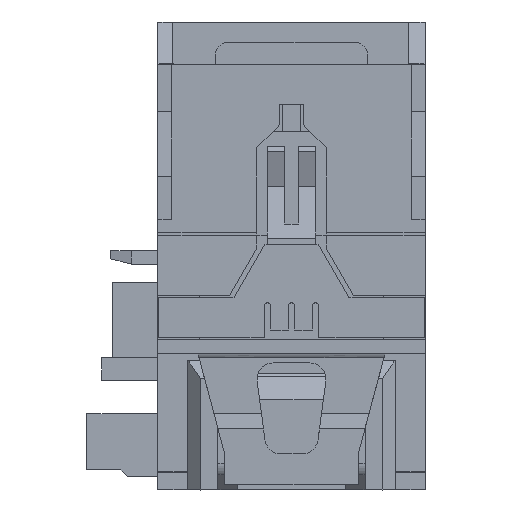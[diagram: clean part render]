
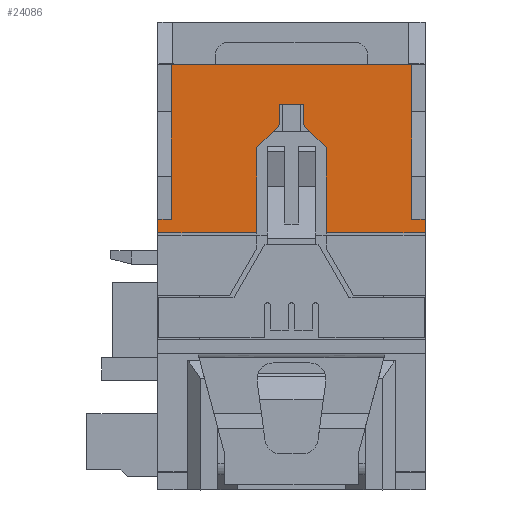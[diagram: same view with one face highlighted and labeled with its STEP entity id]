
A CAD part, front view. The second image highlights one B-rep face of the part: STEP entity #24086.
In plain terms, the highlighted planar face has unit normal (0, -1, 0).
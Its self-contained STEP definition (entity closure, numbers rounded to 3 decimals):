
#20849=FACE_OUTER_BOUND('',#29597,.T.);
#24086=ADVANCED_FACE('',(#20849),#26825,.T.);
#26825=PLANE('',#74424);
#29597=EDGE_LOOP('',(#36277,#36278,#36279,#36280,#36281,#36282,#36283,#36284,
#36285,#36286,#36287,#36288,#36289,#36290,#36291,#36292));
#36277=ORIENTED_EDGE('',*,*,#54678,.F.);
#36278=ORIENTED_EDGE('',*,*,#53778,.F.);
#36279=ORIENTED_EDGE('',*,*,#53775,.F.);
#36280=ORIENTED_EDGE('',*,*,#53768,.F.);
#36281=ORIENTED_EDGE('',*,*,#53765,.F.);
#36282=ORIENTED_EDGE('',*,*,#53762,.F.);
#36283=ORIENTED_EDGE('',*,*,#54679,.F.);
#36284=ORIENTED_EDGE('',*,*,#54680,.T.);
#36285=ORIENTED_EDGE('',*,*,#52196,.F.);
#36286=ORIENTED_EDGE('',*,*,#54681,.F.);
#36287=ORIENTED_EDGE('',*,*,#54682,.T.);
#36288=ORIENTED_EDGE('',*,*,#52805,.F.);
#36289=ORIENTED_EDGE('',*,*,#54683,.F.);
#36290=ORIENTED_EDGE('',*,*,#54684,.T.);
#36291=ORIENTED_EDGE('',*,*,#51947,.T.);
#36292=ORIENTED_EDGE('',*,*,#54677,.T.);
#46999=VERTEX_POINT('',#88591);
#47000=VERTEX_POINT('',#88593);
#47234=VERTEX_POINT('',#89166);
#47235=VERTEX_POINT('',#89168);
#47752=VERTEX_POINT('',#90801);
#47753=VERTEX_POINT('',#90803);
#48516=VERTEX_POINT('',#94126);
#48517=VERTEX_POINT('',#94128);
#48519=VERTEX_POINT('',#94134);
#48521=VERTEX_POINT('',#94140);
#48527=VERTEX_POINT('',#94154);
#48529=VERTEX_POINT('',#94160);
#49077=VERTEX_POINT('',#96162);
#49078=VERTEX_POINT('',#96167);
#49079=VERTEX_POINT('',#96170);
#49080=VERTEX_POINT('',#96173);
#51947=EDGE_CURVE('',#47000,#46999,#59368,.T.);
#52196=EDGE_CURVE('',#47234,#47235,#59585,.T.);
#52805=EDGE_CURVE('',#47752,#47753,#60102,.T.);
#53762=EDGE_CURVE('',#48516,#48517,#60847,.T.);
#53765=EDGE_CURVE('',#48517,#48519,#60850,.T.);
#53768=EDGE_CURVE('',#48519,#48521,#60853,.T.);
#53775=EDGE_CURVE('',#48521,#48527,#60860,.T.);
#53778=EDGE_CURVE('',#48527,#48529,#60863,.T.);
#54677=EDGE_CURVE('',#46999,#49077,#61668,.T.);
#54678=EDGE_CURVE('',#48529,#49077,#61669,.T.);
#54679=EDGE_CURVE('',#49078,#48516,#61670,.T.);
#54680=EDGE_CURVE('',#49078,#47235,#61671,.T.);
#54681=EDGE_CURVE('',#49079,#47234,#61672,.T.);
#54682=EDGE_CURVE('',#49079,#47753,#61673,.T.);
#54683=EDGE_CURVE('',#49080,#47752,#61674,.T.);
#54684=EDGE_CURVE('',#49080,#47000,#61675,.T.);
#59368=LINE('',#88592,#64789);
#59585=LINE('',#89167,#65006);
#60102=LINE('',#90802,#65523);
#60847=LINE('',#94127,#66268);
#60850=LINE('',#94133,#66271);
#60853=LINE('',#94139,#66274);
#60860=LINE('',#94153,#66281);
#60863=LINE('',#94159,#66284);
#61668=LINE('',#96163,#67095);
#61669=LINE('',#96165,#67096);
#61670=LINE('',#96166,#67097);
#61671=LINE('',#96168,#67098);
#61672=LINE('',#96169,#67099);
#61673=LINE('',#96171,#67100);
#61674=LINE('',#96172,#67101);
#61675=LINE('',#96174,#67102);
#64789=VECTOR('',#76659,1.);
#65006=VECTOR('',#76958,1.);
#65523=VECTOR('',#77689,1.);
#66268=VECTOR('',#79158,1.);
#66271=VECTOR('',#79163,1.);
#66274=VECTOR('',#79168,1.);
#66281=VECTOR('',#79177,1.);
#66284=VECTOR('',#79182,1.);
#67095=VECTOR('',#80845,1.);
#67096=VECTOR('',#80848,1.);
#67097=VECTOR('',#80849,1.);
#67098=VECTOR('',#80850,1.);
#67099=VECTOR('',#80851,1.);
#67100=VECTOR('',#80852,1.);
#67101=VECTOR('',#80853,1.);
#67102=VECTOR('',#80854,1.);
#74424=AXIS2_PLACEMENT_3D('',#96175,#80855,#80856);
#76659=DIRECTION('',(0.,0.,-1.));
#76958=DIRECTION('',(0.,0.,-1.));
#77689=DIRECTION('',(1.,0.,0.));
#79158=DIRECTION('',(-0.707,0.,0.707));
#79163=DIRECTION('',(0.,0.,1.));
#79168=DIRECTION('',(-1.,0.,0.));
#79177=DIRECTION('',(0.,0.,-1.));
#79182=DIRECTION('',(-0.707,0.,-0.707));
#80845=DIRECTION('',(1.,0.,0.));
#80848=DIRECTION('',(0.,0.,-1.));
#80849=DIRECTION('',(0.,0.,1.));
#80850=DIRECTION('',(1.,0.,0.));
#80851=DIRECTION('',(1.,0.,0.));
#80852=DIRECTION('',(0.,0.,1.));
#80853=DIRECTION('',(0.,0.,1.));
#80854=DIRECTION('',(-1.,0.,0.));
#80855=DIRECTION('',(0.,-1.,0.));
#80856=DIRECTION('',(0.,0.,-1.));
#88591=CARTESIAN_POINT('',(-10.25,-76.794,12.188));
#88592=CARTESIAN_POINT('',(-10.25,-76.794,24.738));
#88593=CARTESIAN_POINT('',(-10.25,-76.794,13.188));
#89166=CARTESIAN_POINT('',(9.75,-76.794,13.188));
#89167=CARTESIAN_POINT('',(9.75,-76.794,24.738));
#89168=CARTESIAN_POINT('',(9.75,-76.794,12.188));
#90801=CARTESIAN_POINT('',(-9.233,-76.794,24.738));
#90802=CARTESIAN_POINT('',(-7.75,-76.794,24.738));
#90803=CARTESIAN_POINT('',(8.733,-76.794,24.738));
#94126=CARTESIAN_POINT('',(2.35,-76.794,18.538));
#94127=CARTESIAN_POINT('',(2.35,-76.794,18.538));
#94128=CARTESIAN_POINT('',(0.65,-76.794,20.238));
#94133=CARTESIAN_POINT('',(0.65,-76.794,20.238));
#94134=CARTESIAN_POINT('',(0.65,-76.794,21.738));
#94139=CARTESIAN_POINT('',(0.65,-76.794,21.738));
#94140=CARTESIAN_POINT('',(-1.15,-76.794,21.738));
#94153=CARTESIAN_POINT('',(-1.15,-76.794,21.738));
#94154=CARTESIAN_POINT('',(-1.15,-76.794,20.238));
#94159=CARTESIAN_POINT('',(-1.15,-76.794,20.238));
#94160=CARTESIAN_POINT('',(-2.85,-76.794,18.538));
#96162=CARTESIAN_POINT('',(-2.85,-76.794,12.188));
#96163=CARTESIAN_POINT('',(-7.75,-76.794,12.188));
#96165=CARTESIAN_POINT('',(-2.85,-76.794,18.538));
#96166=CARTESIAN_POINT('',(2.35,-76.794,11.988));
#96167=CARTESIAN_POINT('',(2.35,-76.794,12.188));
#96168=CARTESIAN_POINT('',(-7.75,-76.794,12.188));
#96169=CARTESIAN_POINT('',(6.233,-76.794,13.188));
#96170=CARTESIAN_POINT('',(8.733,-76.794,13.188));
#96171=CARTESIAN_POINT('',(8.733,-76.794,13.188));
#96172=CARTESIAN_POINT('',(-9.233,-76.794,13.188));
#96173=CARTESIAN_POINT('',(-9.233,-76.794,13.188));
#96174=CARTESIAN_POINT('',(-6.733,-76.794,13.188));
#96175=CARTESIAN_POINT('',(-7.75,-76.794,24.738));
